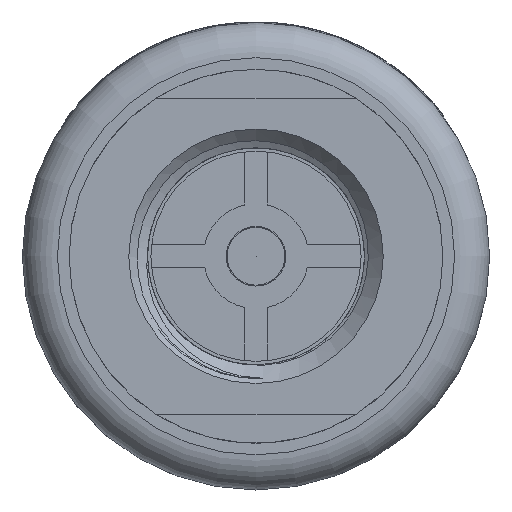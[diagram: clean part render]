
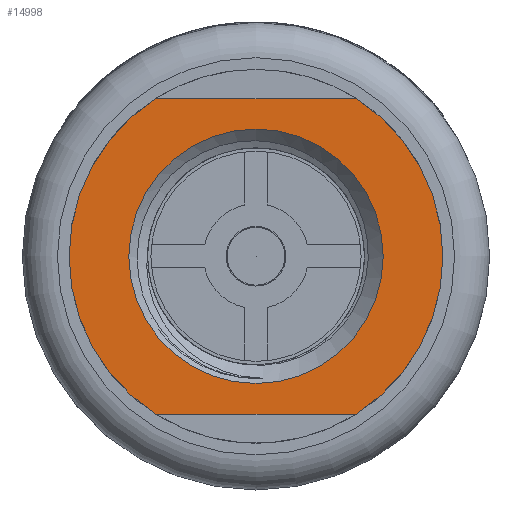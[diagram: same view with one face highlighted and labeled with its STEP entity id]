
A CAD part, front view. The second image highlights one B-rep face of the part: STEP entity #14998.
In plain terms, the highlighted planar face has unit normal (0, -1, 0).
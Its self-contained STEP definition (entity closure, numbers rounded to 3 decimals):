
#14998=ADVANCED_FACE('',(#26517,#26519),#26521,.T.);
#26517=FACE_BOUND('',#26518,.T.);
#26518=EDGE_LOOP('',(#42751,#42752,#42753,#42754));
#26519=FACE_BOUND('',#26520,.T.);
#26520=EDGE_LOOP('',(#42755));
#26521=PLANE('',#26522);
#26522=AXIS2_PLACEMENT_3D('',#26523,#26524,#26525);
#26523=CARTESIAN_POINT('',(0.,0.596,0.));
#26524=DIRECTION('',(0.,-1.,0.));
#26525=DIRECTION('',(0.,0.,1.));
#42751=ORIENTED_EDGE('',*,*,#47689,.T.);
#42752=ORIENTED_EDGE('',*,*,#47679,.F.);
#42753=ORIENTED_EDGE('',*,*,#47690,.T.);
#42754=ORIENTED_EDGE('',*,*,#47683,.F.);
#42755=ORIENTED_EDGE('',*,*,#47691,.T.);
#47679=EDGE_CURVE('',#55563,#55565,#55566,.T.);
#47683=EDGE_CURVE('',#55571,#55573,#55574,.T.);
#47689=EDGE_CURVE('',#55571,#55565,#55583,.F.);
#47690=EDGE_CURVE('',#55563,#55573,#55584,.F.);
#47691=EDGE_CURVE('',#55585,#55585,#55586,.T.);
#55563=VERTEX_POINT('',#83258);
#55565=VERTEX_POINT('',#83262);
#55566=CIRCLE('',#83263,15.995);
#55571=VERTEX_POINT('',#83276);
#55573=VERTEX_POINT('',#83280);
#55574=CIRCLE('',#83281,15.995);
#55583=LINE('',#83306,#83307);
#55584=LINE('',#83309,#83310);
#55585=VERTEX_POINT('',#83312);
#55586=CIRCLE('',#83313,10.885);
#83258=CARTESIAN_POINT('',(8.578,0.596,13.5));
#83262=CARTESIAN_POINT('',(8.578,0.596,-13.5));
#83263=AXIS2_PLACEMENT_3D('',#83264,#83265,#83266);
#83264=CARTESIAN_POINT('',(0.,0.596,0.));
#83265=DIRECTION('',(0.,1.,0.));
#83266=DIRECTION('',(0.536,0.,0.844));
#83276=CARTESIAN_POINT('',(-8.578,0.596,-13.5));
#83280=CARTESIAN_POINT('',(-8.578,0.596,13.5));
#83281=AXIS2_PLACEMENT_3D('',#83282,#83283,#83284);
#83282=CARTESIAN_POINT('',(0.,0.596,0.));
#83283=DIRECTION('',(0.,1.,0.));
#83284=DIRECTION('',(-0.536,0.,-0.844));
#83306=CARTESIAN_POINT('',(8.578,0.596,-13.5));
#83307=VECTOR('',#83308,1.);
#83308=DIRECTION('',(-1.,0.,0.));
#83309=CARTESIAN_POINT('',(-8.578,0.596,13.5));
#83310=VECTOR('',#83311,1.);
#83311=DIRECTION('',(1.,0.,0.));
#83312=CARTESIAN_POINT('',(0.,0.596,10.885));
#83313=AXIS2_PLACEMENT_3D('',#83314,#83315,#83316);
#83314=CARTESIAN_POINT('',(0.,0.596,0.));
#83315=DIRECTION('',(0.,1.,0.));
#83316=DIRECTION('',(0.,0.,1.));
